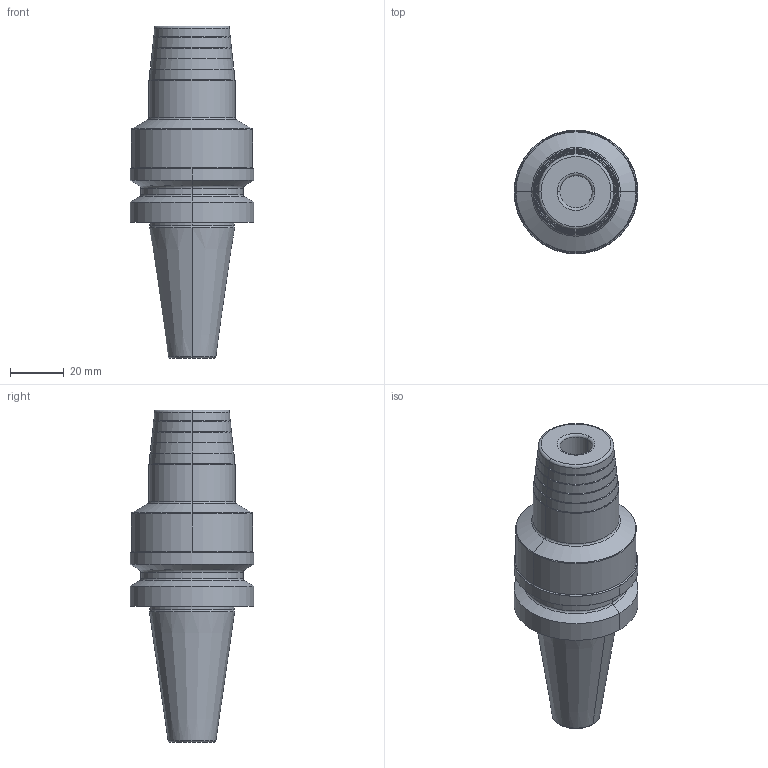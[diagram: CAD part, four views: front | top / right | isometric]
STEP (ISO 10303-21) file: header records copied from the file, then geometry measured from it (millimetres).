
FILE_DESCRIPTION((''),'2;1');
FILE_NAME('30526743','2014-06-10T',('reuterm'),(''),'PRO/ENGINEER BY PARAMETRIC TECHNOLOGY CORPORATION, 2011220','PRO/ENGINEER BY PARAMETRIC TECHNOLOGY CORPORATION, 2011220','');
FILE_SCHEMA(('AUTOMOTIVE_DESIGN_CC2 { 1 2 10303 214 -1 1 5 2 }'));
Length unit declared in the file: millimetre
Products named in the file (1): 30526743
Bounding box: 46 x 46 x 123.4 mm (x, y, z)
Volume: 103661.8 mm3; surface area: 17184.3 mm2
Topology: 1 solids, 1 shells, 79 faces, 695 edges, 991 vertices
Faces by surface type: torus 32, cone 22, cylinder 14, plane 11
Entity records: 7261 total; most frequent: CARTESIAN_POINT 1684, DIRECTION 824, PRESENTATION_STYLE_ASSIGNMENT 710, STYLED_ITEM 710, CURVE_STYLE 705, AXIS2_PLACEMENT_3D 316, ORIENTED_EDGE 312, B_SPLINE_CURVE_WITH_KNOTS 272
